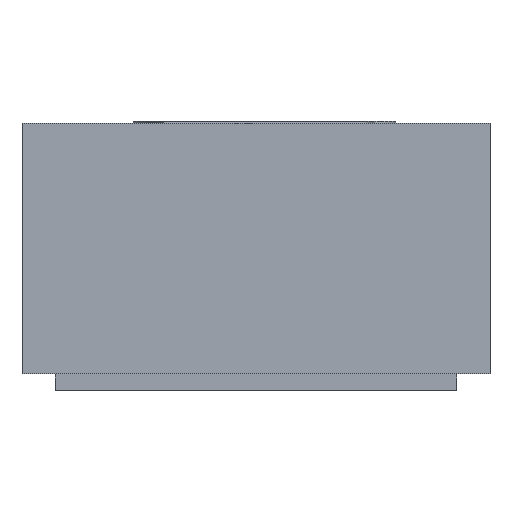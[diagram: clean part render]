
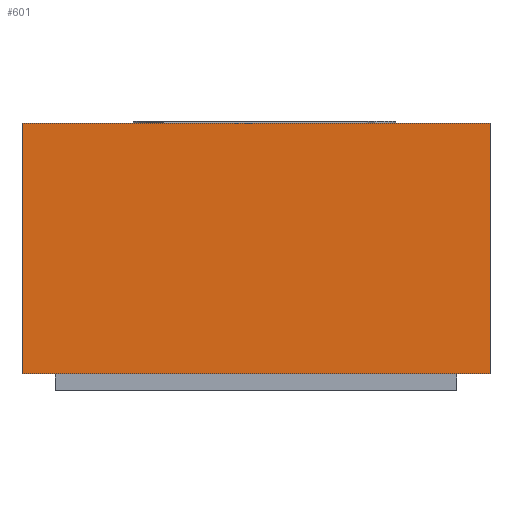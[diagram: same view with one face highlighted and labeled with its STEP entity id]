
A CAD part, front view. The second image highlights one B-rep face of the part: STEP entity #601.
In plain terms, the highlighted planar face has unit normal (0, -1, 0).
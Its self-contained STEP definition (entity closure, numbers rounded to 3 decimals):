
#58=FACE_OUTER_BOUND('',#98,.T.);
#98=EDGE_LOOP('',(#401,#402,#403,#404));
#140=LINE('',#832,#200);
#141=LINE('',#835,#201);
#142=LINE('',#837,#202);
#143=LINE('',#838,#203);
#200=VECTOR('',#692,1.);
#201=VECTOR('',#695,1.);
#202=VECTOR('',#696,1.);
#203=VECTOR('',#697,1.);
#257=VERTEX_POINT('',#825);
#260=VERTEX_POINT('',#830);
#261=VERTEX_POINT('',#834);
#262=VERTEX_POINT('',#836);
#316=EDGE_CURVE('',#257,#260,#140,.T.);
#317=EDGE_CURVE('',#261,#257,#141,.T.);
#318=EDGE_CURVE('',#262,#260,#142,.T.);
#319=EDGE_CURVE('',#261,#262,#143,.T.);
#401=ORIENTED_EDGE('',*,*,#317,.T.);
#402=ORIENTED_EDGE('',*,*,#316,.T.);
#403=ORIENTED_EDGE('',*,*,#318,.F.);
#404=ORIENTED_EDGE('',*,*,#319,.F.);
#566=PLANE('',#648);
#601=ADVANCED_FACE('',(#58),#566,.T.);
#648=AXIS2_PLACEMENT_3D('',#833,#693,#694);
#692=DIRECTION('',(0.,0.,1.));
#693=DIRECTION('center_axis',(0.,-1.,0.));
#694=DIRECTION('ref_axis',(1.,0.,0.));
#695=DIRECTION('',(1.,0.,0.));
#696=DIRECTION('',(1.,0.,0.));
#697=DIRECTION('',(0.,0.,1.));
#825=CARTESIAN_POINT('',(0.14,-0.29,0.01));
#830=CARTESIAN_POINT('',(0.14,-0.29,0.16));
#832=CARTESIAN_POINT('',(0.14,-0.29,0.01));
#833=CARTESIAN_POINT('Origin',(-0.14,-0.29,0.01));
#834=CARTESIAN_POINT('',(-0.14,-0.29,0.01));
#835=CARTESIAN_POINT('',(-0.14,-0.29,0.01));
#836=CARTESIAN_POINT('',(-0.14,-0.29,0.16));
#837=CARTESIAN_POINT('',(-0.14,-0.29,0.16));
#838=CARTESIAN_POINT('',(-0.14,-0.29,0.01));
